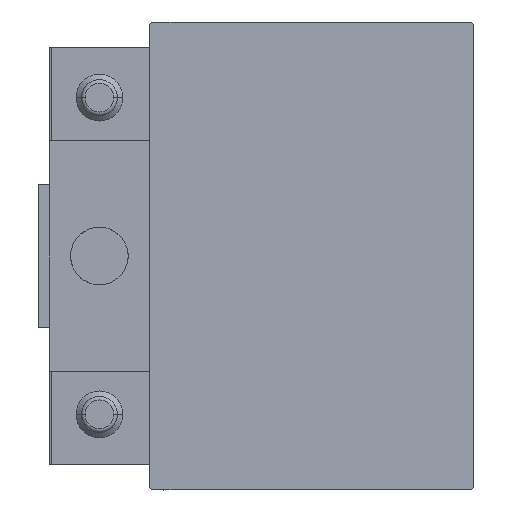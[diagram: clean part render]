
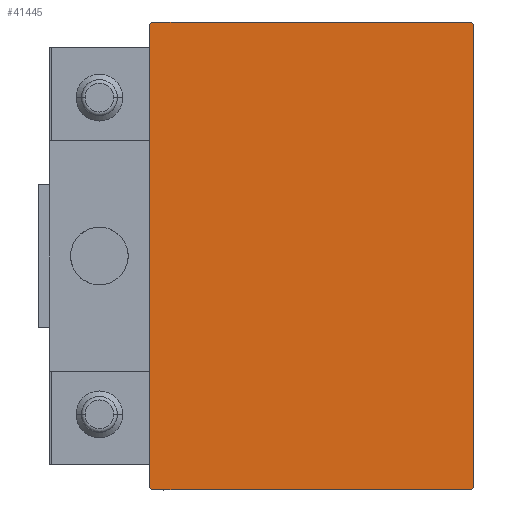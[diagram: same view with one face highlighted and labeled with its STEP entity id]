
A CAD part, left-side view. The second image highlights one B-rep face of the part: STEP entity #41445.
In plain terms, the highlighted face is planar.
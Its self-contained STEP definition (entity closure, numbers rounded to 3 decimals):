
#687 = LINE ( 'NONE', #16431, #44413 ) ;
#1027 = EDGE_CURVE ( 'NONE', #14224, #44598, #8194, .T. ) ;
#1632 = VECTOR ( 'NONE', #38904, 1000. ) ;
#2039 = LINE ( 'NONE', #13977, #41716 ) ;
#2911 = EDGE_CURVE ( 'NONE', #6467, #14224, #27215, .T. ) ;
#3052 = DIRECTION ( 'NONE',  ( 0., 0., 1. ) ) ;
#4250 = ORIENTED_EDGE ( 'NONE', *, *, #46484, .T. ) ;
#4275 = CARTESIAN_POINT ( 'NONE',  ( 100., -27.35, -27.35 ) ) ;
#5233 = VECTOR ( 'NONE', #19765, 1000. ) ;
#5474 = CARTESIAN_POINT ( 'NONE',  ( 100., 22.5, -32.2 ) ) ;
#5984 = VECTOR ( 'NONE', #47667, 1000. ) ;
#5989 = ORIENTED_EDGE ( 'NONE', *, *, #1027, .T. ) ;
#6467 = VERTEX_POINT ( 'NONE', #41435 ) ;
#6702 = VECTOR ( 'NONE', #9225, 1000. ) ;
#7146 = DIRECTION ( 'NONE',  ( 0., -0.707, 0.707 ) ) ;
#7256 = DIRECTION ( 'NONE',  ( 1., 0., 0. ) ) ;
#8194 = LINE ( 'NONE', #23657, #32509 ) ;
#8370 = LINE ( 'NONE', #28127, #5984 ) ;
#9225 = DIRECTION ( 'NONE',  ( 0., -0.707, -0.707 ) ) ;
#10957 = CARTESIAN_POINT ( 'NONE',  ( 100., 27.35, 27.35 ) ) ;
#11534 = ORIENTED_EDGE ( 'NONE', *, *, #22270, .T. ) ;
#12931 = EDGE_CURVE ( 'NONE', #34547, #48220, #42138, .T. ) ;
#13433 = VECTOR ( 'NONE', #7146, 1000. ) ;
#13977 = CARTESIAN_POINT ( 'NONE',  ( 100., 22.5, -32.5 ) ) ;
#14224 = VERTEX_POINT ( 'NONE', #27628 ) ;
#14835 = EDGE_LOOP ( 'NONE', ( #21019, #5989, #4250, #39700, #45558, #23801, #11534, #49900 ) ) ;
#15077 = VERTEX_POINT ( 'NONE', #36447 ) ;
#16178 = DIRECTION ( 'NONE',  ( 0., 0., -1. ) ) ;
#16431 = CARTESIAN_POINT ( 'NONE',  ( 100., -22.5, 32.5 ) ) ;
#19765 = DIRECTION ( 'NONE',  ( 0., 0.707, -0.707 ) ) ;
#20896 = LINE ( 'NONE', #43966, #6702 ) ;
#21019 = ORIENTED_EDGE ( 'NONE', *, *, #2911, .T. ) ;
#21499 = CARTESIAN_POINT ( 'NONE',  ( 100., -22.2, 32.5 ) ) ;
#22270 = EDGE_CURVE ( 'NONE', #43753, #15077, #687, .T. ) ;
#22728 = DIRECTION ( 'NONE',  ( 0., 0., -1. ) ) ;
#23414 = CARTESIAN_POINT ( 'NONE',  ( 100., -22.5, -32.5 ) ) ;
#23598 = CARTESIAN_POINT ( 'NONE',  ( 100., 22.2, 32.5 ) ) ;
#23657 = CARTESIAN_POINT ( 'NONE',  ( 100., 27.35, -27.35 ) ) ;
#23801 = ORIENTED_EDGE ( 'NONE', *, *, #38203, .T. ) ;
#27215 = LINE ( 'NONE', #23414, #1632 ) ;
#27628 = CARTESIAN_POINT ( 'NONE',  ( 100., 22.2, -32.5 ) ) ;
#28127 = CARTESIAN_POINT ( 'NONE',  ( 100., 22.5, 32.5 ) ) ;
#29505 = AXIS2_PLACEMENT_3D ( 'NONE', #42003, #7256, #22728 ) ;
#32509 = VECTOR ( 'NONE', #35602, 1000. ) ;
#34547 = VERTEX_POINT ( 'NONE', #35698 ) ;
#35138 = CARTESIAN_POINT ( 'NONE',  ( 100., -22.5, 32.2 ) ) ;
#35602 = DIRECTION ( 'NONE',  ( 0., 0.707, 0.707 ) ) ;
#35698 = CARTESIAN_POINT ( 'NONE',  ( 100., 22.5, 32.2 ) ) ;
#36447 = CARTESIAN_POINT ( 'NONE',  ( 100., -22.5, -32.2 ) ) ;
#38203 = EDGE_CURVE ( 'NONE', #38952, #43753, #20896, .T. ) ;
#38904 = DIRECTION ( 'NONE',  ( 0., 1., 0. ) ) ;
#38952 = VERTEX_POINT ( 'NONE', #21499 ) ;
#39700 = ORIENTED_EDGE ( 'NONE', *, *, #12931, .T. ) ;
#39982 = EDGE_CURVE ( 'NONE', #48220, #38952, #8370, .T. ) ;
#41232 = EDGE_CURVE ( 'NONE', #15077, #6467, #47145, .T. ) ;
#41435 = CARTESIAN_POINT ( 'NONE',  ( 100., -22.2, -32.5 ) ) ;
#41445 = ADVANCED_FACE ( 'NONE', ( #49626 ), #45056, .T. ) ;
#41716 = VECTOR ( 'NONE', #3052, 1000. ) ;
#42003 = CARTESIAN_POINT ( 'NONE',  ( 100., 0., 0. ) ) ;
#42138 = LINE ( 'NONE', #10957, #13433 ) ;
#43753 = VERTEX_POINT ( 'NONE', #35138 ) ;
#43966 = CARTESIAN_POINT ( 'NONE',  ( 100., -27.35, 27.35 ) ) ;
#44413 = VECTOR ( 'NONE', #16178, 1000. ) ;
#44598 = VERTEX_POINT ( 'NONE', #5474 ) ;
#45056 = PLANE ( 'NONE',  #29505 ) ;
#45558 = ORIENTED_EDGE ( 'NONE', *, *, #39982, .T. ) ;
#46484 = EDGE_CURVE ( 'NONE', #44598, #34547, #2039, .T. ) ;
#47145 = LINE ( 'NONE', #4275, #5233 ) ;
#47667 = DIRECTION ( 'NONE',  ( 0., -1., 0. ) ) ;
#48220 = VERTEX_POINT ( 'NONE', #23598 ) ;
#49626 = FACE_OUTER_BOUND ( 'NONE', #14835, .T. ) ;
#49900 = ORIENTED_EDGE ( 'NONE', *, *, #41232, .T. ) ;
